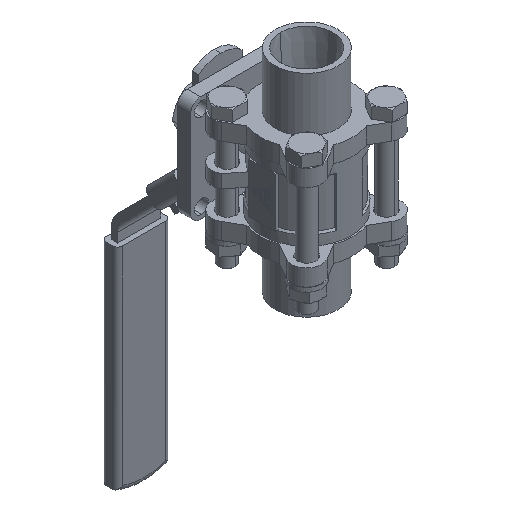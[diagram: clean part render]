
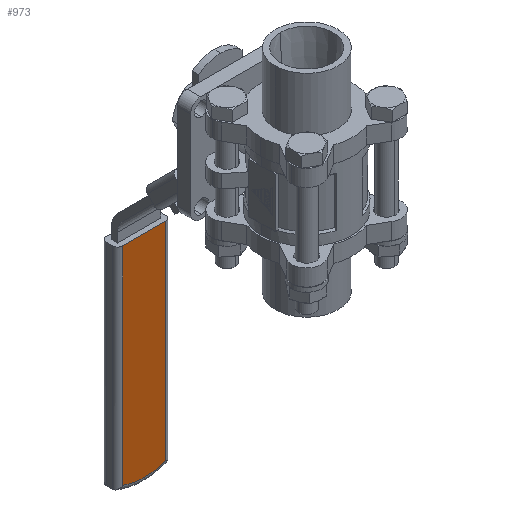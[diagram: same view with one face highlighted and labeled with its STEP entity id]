
A CAD part, isometric view. The second image highlights one B-rep face of the part: STEP entity #973.
In plain terms, the highlighted planar face has unit normal (0, -1, 0).
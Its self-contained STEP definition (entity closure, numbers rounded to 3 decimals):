
#973 = ADVANCED_FACE ( 'NONE', ( #7404 ), #8391, .F. ) ;
#2735 = EDGE_CURVE ( 'NONE', #5189, #5166, #9913, .T. ) ;
#2741 = EDGE_CURVE ( 'NONE', #5150, #5170, #9926, .T. ) ;
#2754 = EDGE_CURVE ( 'NONE', #5166, #5150, #9947, .T. ) ;
#2778 = EDGE_CURVE ( 'NONE', #5170, #5189, #9984, .T. ) ;
#4952 = ORIENTED_EDGE ( 'NONE', *, *, #2778, .T. ) ;
#4960 = ORIENTED_EDGE ( 'NONE', *, *, #2754, .T. ) ;
#4961 = ORIENTED_EDGE ( 'NONE', *, *, #2735, .T. ) ;
#4963 = ORIENTED_EDGE ( 'NONE', *, *, #2741, .T. ) ;
#5150 = VERTEX_POINT ( 'NONE', #18150 ) ;
#5166 = VERTEX_POINT ( 'NONE', #18163 ) ;
#5170 = VERTEX_POINT ( 'NONE', #18167 ) ;
#5189 = VERTEX_POINT ( 'NONE', #18181 ) ;
#7008 = EDGE_LOOP ( 'NONE', ( #4952, #4961, #4960, #4963 ) ) ;
#7404 = FACE_OUTER_BOUND ( 'NONE', #7008, .T. ) ;
#7796 = AXIS2_PLACEMENT_3D ( 'NONE', #8384, #8393, #8394 ) ;
#8384 = CARTESIAN_POINT ( 'NONE',  ( 6.5, 21., -39.699 ) ) ;
#8391 = PLANE ( 'NONE',  #7796 ) ;
#8393 = DIRECTION ( 'NONE',  ( 0., 1., 0. ) ) ;
#8394 = DIRECTION ( 'NONE',  ( 0., 0., 1. ) ) ;
#9913 = LINE ( 'NONE', #15115, #9919 ) ;
#9919 = VECTOR ( 'NONE', #15122, 1000. ) ;
#9926 = LINE ( 'NONE', #15132, #9929 ) ;
#9929 = VECTOR ( 'NONE', #15133, 1000. ) ;
#9947 = CIRCLE ( 'NONE', #12011, 18.958 ) ;
#9984 = LINE ( 'NONE', #15251, #9986 ) ;
#9986 = VECTOR ( 'NONE', #15238, 1000. ) ;
#12011 = AXIS2_PLACEMENT_3D ( 'NONE', #15177, #15178, #15179 ) ;
#15115 = CARTESIAN_POINT ( 'NONE',  ( -6.5, 21., -104.8 ) ) ;
#15122 = DIRECTION ( 'NONE',  ( 0., 0., -1. ) ) ;
#15132 = CARTESIAN_POINT ( 'NONE',  ( 6.5, 21., -41.199 ) ) ;
#15133 = DIRECTION ( 'NONE',  ( 0., 0., 1. ) ) ;
#15177 = CARTESIAN_POINT ( 'NONE',  ( 0., 21., -85.971 ) ) ;
#15178 = DIRECTION ( 'NONE',  ( 0., -1., 0. ) ) ;
#15179 = DIRECTION ( 'NONE',  ( 0., 0., 1. ) ) ;
#15238 = DIRECTION ( 'NONE',  ( -1., 0., 0. ) ) ;
#15251 = CARTESIAN_POINT ( 'NONE',  ( 8., 21., -41.199 ) ) ;
#18150 = CARTESIAN_POINT ( 'NONE',  ( 6.5, 21., -103.78 ) ) ;
#18163 = CARTESIAN_POINT ( 'NONE',  ( -6.5, 21., -103.78 ) ) ;
#18167 = CARTESIAN_POINT ( 'NONE',  ( 6.5, 21., -41.199 ) ) ;
#18181 = CARTESIAN_POINT ( 'NONE',  ( -6.5, 21., -41.199 ) ) ;
